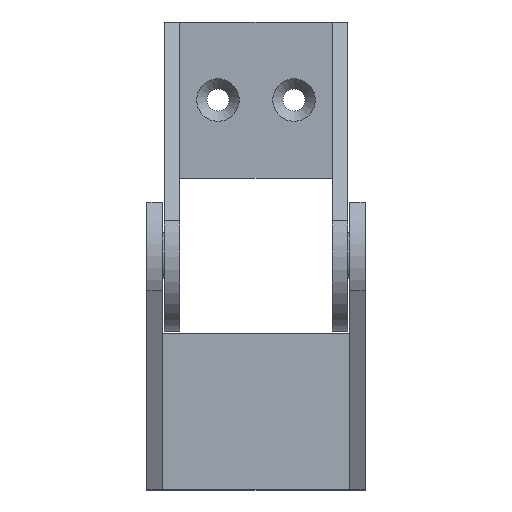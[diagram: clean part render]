
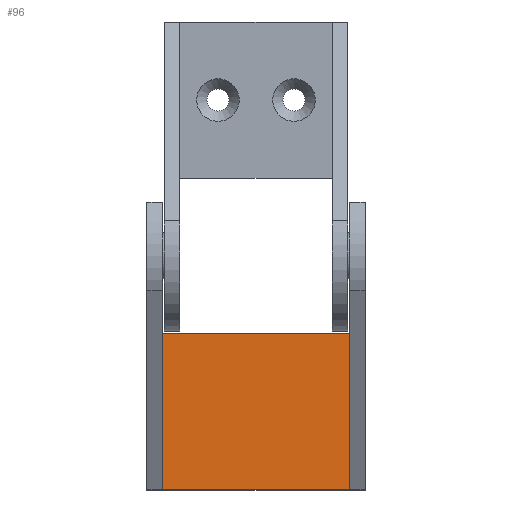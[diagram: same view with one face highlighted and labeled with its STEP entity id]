
A CAD part, top view. The second image highlights one B-rep face of the part: STEP entity #96.
In plain terms, the highlighted planar face has unit normal (0, 0, 1).
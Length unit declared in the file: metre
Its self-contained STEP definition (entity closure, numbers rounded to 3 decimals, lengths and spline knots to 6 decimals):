
#96 = ADVANCED_FACE( '', ( #189 ), #190, .F. );
#189 = FACE_OUTER_BOUND( '', #283, .T. );
#190 = PLANE( '', #284 );
#283 = EDGE_LOOP( '', ( #559, #560, #561, #562 ) );
#284 = AXIS2_PLACEMENT_3D( '', #563, #564, #565 );
#559 = ORIENTED_EDGE( '', *, *, #657, .F. );
#560 = ORIENTED_EDGE( '', *, *, #658, .F. );
#561 = ORIENTED_EDGE( '', *, *, #654, .T. );
#562 = ORIENTED_EDGE( '', *, *, #648, .T. );
#563 = CARTESIAN_POINT( '', ( 0.010316, 0.02134, -0.0075 ) );
#564 = DIRECTION( '', ( 0., 0., -1. ) );
#565 = DIRECTION( '', ( 0., 1., 0. ) );
#648 = EDGE_CURVE( '', #783, #790, #792, .T. );
#654 = EDGE_CURVE( '', #800, #783, #801, .T. );
#657 = EDGE_CURVE( '', #803, #790, #805, .T. );
#658 = EDGE_CURVE( '', #800, #803, #806, .T. );
#783 = VERTEX_POINT( '', #979 );
#790 = VERTEX_POINT( '', #990 );
#792 = LINE( '', #993, #994 );
#800 = VERTEX_POINT( '', #1007 );
#801 = LINE( '', #1008, #1009 );
#803 = VERTEX_POINT( '', #1012 );
#805 = LINE( '', #1015, #1016 );
#806 = LINE( '', #1017, #1018 );
#979 = CARTESIAN_POINT( '', ( 0.002, -0.03, -0.0075 ) );
#990 = CARTESIAN_POINT( '', ( 0.026, -0.03, -0.0075 ) );
#993 = CARTESIAN_POINT( '', ( 0.010316, -0.03, -0.0075 ) );
#994 = VECTOR( '', #1138, 1. );
#1007 = CARTESIAN_POINT( '', ( 0.002, -0.01, -0.0075 ) );
#1008 = CARTESIAN_POINT( '', ( 0.002, 0.02134, -0.0075 ) );
#1009 = VECTOR( '', #1144, 1. );
#1012 = CARTESIAN_POINT( '', ( 0.026, -0.01, -0.0075 ) );
#1015 = CARTESIAN_POINT( '', ( 0.026, 0.02134, -0.0075 ) );
#1016 = VECTOR( '', #1147, 1. );
#1017 = CARTESIAN_POINT( '', ( 0.014, -0.01, -0.0075 ) );
#1018 = VECTOR( '', #1148, 1. );
#1138 = DIRECTION( '', ( 1., 0., 0. ) );
#1144 = DIRECTION( '', ( 0., -1., 0. ) );
#1147 = DIRECTION( '', ( 0., -1., 0. ) );
#1148 = DIRECTION( '', ( 1., 0., 0. ) );
